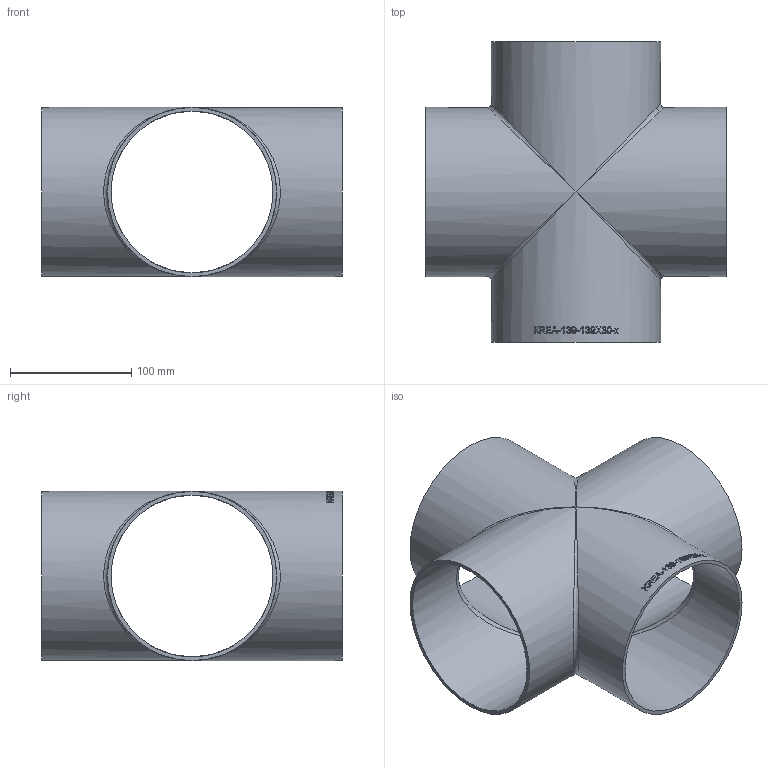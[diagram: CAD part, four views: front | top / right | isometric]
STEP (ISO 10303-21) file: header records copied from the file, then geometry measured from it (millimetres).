
FILE_DESCRIPTION (( 'STEP AP214' ), '1' );
FILE_NAME ('KREA-139-139X30-x Kreuz-Stück 2005.STEP', '2020-05-13T07:44:37', ( '' ), ( '' ), 'SwSTEP 2.0', 'SolidWorks 2019', '' );
FILE_SCHEMA (( 'AUTOMOTIVE_DESIGN' ));
Length unit declared in the file: millimetre
Products named in the file (1): KREA-139-139X30-x Kreuz-Stück 2005
Bounding box: 248 x 248 x 139.7 mm (x, y, z)
Volume: 412798.2 mm3; surface area: 280355 mm2
Topology: 1 solids, 1 shells, 244 faces, 657 edges, 418 vertices
Faces by surface type: bspline 147, plane 67, cylinder 30
Full cylindrical faces by diameter (mm): 133.7 x4, 139.7 x4
Entity records: 29344 total; most frequent: CARTESIAN_POINT 22213, ORIENTED_EDGE 1260, EDGE_CURVE 630, DIRECTION 456, B_SPLINE_CURVE_WITH_KNOTS 440, VERTEX_POINT 416, EDGE_LOOP 278, FACE_OUTER_BOUND 252
